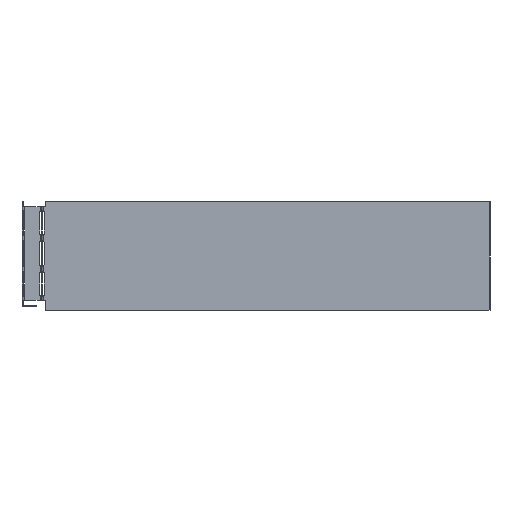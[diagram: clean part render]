
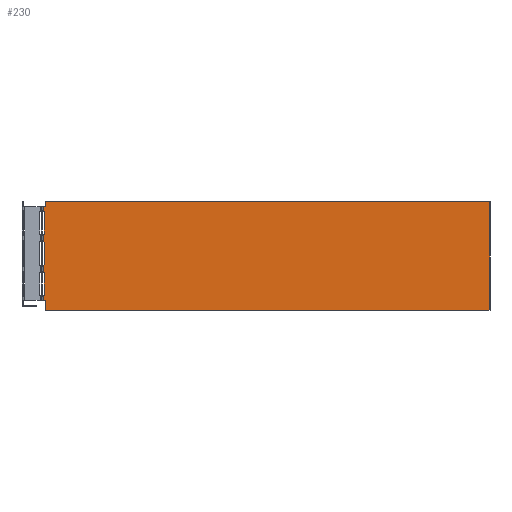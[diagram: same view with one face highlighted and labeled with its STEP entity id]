
A CAD part, front view. The second image highlights one B-rep face of the part: STEP entity #230.
In plain terms, the highlighted planar face has unit normal (0, -1, 0).
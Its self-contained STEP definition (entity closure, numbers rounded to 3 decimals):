
#75=AXIS2_PLACEMENT_3D('Plane Axis2P3D',#72,#73,#74) ;
#79=AXIS2_PLACEMENT_3D('Circle Axis2P3D',#77,#78,$) ;
#95=AXIS2_PLACEMENT_3D('Circle Axis2P3D',#93,#94,$) ;
#109=AXIS2_PLACEMENT_3D('Circle Axis2P3D',#107,#108,$) ;
#123=AXIS2_PLACEMENT_3D('Circle Axis2P3D',#121,#122,$) ;
#128=AXIS2_PLACEMENT_3D('Circle Axis2P3D',#126,#127,$) ;
#198=AXIS2_PLACEMENT_3D('Circle Axis2P3D',#196,#197,$) ;
#37=CARTESIAN_POINT('Line Origine',(17.335,0.,20.75)) ;
#41=CARTESIAN_POINT('Vertex',(17.335,0.,29.5)) ;
#43=CARTESIAN_POINT('Vertex',(17.335,0.,12.)) ;
#72=CARTESIAN_POINT('Axis2P3D Location',(-199.315,0.,-7.)) ;
#77=CARTESIAN_POINT('Axis2P3D Location',(16.085,0.,60.)) ;
#81=CARTESIAN_POINT('Vertex',(17.335,0.,60.)) ;
#83=CARTESIAN_POINT('Vertex',(17.09,0.,59.257)) ;
#86=CARTESIAN_POINT('Line Origine',(17.09,0.,56.75)) ;
#90=CARTESIAN_POINT('Vertex',(17.09,0.,54.243)) ;
#93=CARTESIAN_POINT('Axis2P3D Location',(16.085,0.,53.5)) ;
#97=CARTESIAN_POINT('Vertex',(17.335,0.,53.5)) ;
#100=CARTESIAN_POINT('Line Origine',(17.335,0.,44.75)) ;
#104=CARTESIAN_POINT('Vertex',(17.335,0.,36.)) ;
#107=CARTESIAN_POINT('Axis2P3D Location',(16.085,0.,36.)) ;
#111=CARTESIAN_POINT('Vertex',(17.09,0.,35.257)) ;
#114=CARTESIAN_POINT('Line Origine',(17.09,0.,32.75)) ;
#118=CARTESIAN_POINT('Vertex',(17.09,0.,30.243)) ;
#121=CARTESIAN_POINT('Axis2P3D Location',(16.085,0.,29.5)) ;
#126=CARTESIAN_POINT('Axis2P3D Location',(16.085,0.,12.)) ;
#130=CARTESIAN_POINT('Vertex',(17.09,0.,11.257)) ;
#133=CARTESIAN_POINT('Line Origine',(17.09,0.,9.628)) ;
#137=CARTESIAN_POINT('Vertex',(17.09,0.,8.)) ;
#140=CARTESIAN_POINT('Line Origine',(17.888,0.,8.)) ;
#144=CARTESIAN_POINT('Vertex',(18.685,0.,8.)) ;
#147=CARTESIAN_POINT('Line Origine',(18.685,0.,4.)) ;
#151=CARTESIAN_POINT('Vertex',(18.685,0.,0.)) ;
#154=CARTESIAN_POINT('Line Origine',(193.185,0.,0.)) ;
#158=CARTESIAN_POINT('Vertex',(367.685,0.,0.)) ;
#161=CARTESIAN_POINT('Line Origine',(367.685,0.,42.75)) ;
#165=CARTESIAN_POINT('Vertex',(367.685,0.,85.5)) ;
#168=CARTESIAN_POINT('Line Origine',(193.185,0.,85.5)) ;
#172=CARTESIAN_POINT('Vertex',(18.685,0.,85.5)) ;
#175=CARTESIAN_POINT('Line Origine',(18.685,0.,83.5)) ;
#179=CARTESIAN_POINT('Vertex',(18.685,0.,81.5)) ;
#182=CARTESIAN_POINT('Line Origine',(17.888,0.,81.5)) ;
#186=CARTESIAN_POINT('Vertex',(17.09,0.,81.5)) ;
#189=CARTESIAN_POINT('Line Origine',(17.09,0.,79.872)) ;
#193=CARTESIAN_POINT('Vertex',(17.09,0.,78.243)) ;
#196=CARTESIAN_POINT('Axis2P3D Location',(16.085,0.,77.5)) ;
#200=CARTESIAN_POINT('Vertex',(17.335,0.,77.5)) ;
#203=CARTESIAN_POINT('Line Origine',(17.335,0.,68.75)) ;
#38=DIRECTION('Vector Direction',(0.,0.,-1.)) ;
#73=DIRECTION('Axis2P3D Direction',(0.,1.,0.)) ;
#74=DIRECTION('Axis2P3D XDirection',(-1.,0.,0.)) ;
#78=DIRECTION('Axis2P3D Direction',(0.,1.,0.)) ;
#87=DIRECTION('Vector Direction',(0.,0.,-1.)) ;
#94=DIRECTION('Axis2P3D Direction',(0.,1.,0.)) ;
#101=DIRECTION('Vector Direction',(0.,0.,1.)) ;
#108=DIRECTION('Axis2P3D Direction',(0.,1.,0.)) ;
#115=DIRECTION('Vector Direction',(0.,0.,-1.)) ;
#122=DIRECTION('Axis2P3D Direction',(0.,1.,0.)) ;
#127=DIRECTION('Axis2P3D Direction',(0.,1.,0.)) ;
#134=DIRECTION('Vector Direction',(0.,0.,-1.)) ;
#141=DIRECTION('Vector Direction',(1.,0.,0.)) ;
#148=DIRECTION('Vector Direction',(0.,0.,1.)) ;
#155=DIRECTION('Vector Direction',(1.,0.,0.)) ;
#162=DIRECTION('Vector Direction',(0.,0.,-1.)) ;
#169=DIRECTION('Vector Direction',(-1.,0.,0.)) ;
#176=DIRECTION('Vector Direction',(0.,0.,1.)) ;
#183=DIRECTION('Vector Direction',(-1.,0.,0.)) ;
#190=DIRECTION('Vector Direction',(0.,0.,-1.)) ;
#197=DIRECTION('Axis2P3D Direction',(0.,1.,0.)) ;
#204=DIRECTION('Vector Direction',(0.,0.,-1.)) ;
#39=VECTOR('Line Direction',#38,1.) ;
#88=VECTOR('Line Direction',#87,1.) ;
#102=VECTOR('Line Direction',#101,1.) ;
#116=VECTOR('Line Direction',#115,1.) ;
#135=VECTOR('Line Direction',#134,1.) ;
#142=VECTOR('Line Direction',#141,1.) ;
#149=VECTOR('Line Direction',#148,1.) ;
#156=VECTOR('Line Direction',#155,1.) ;
#163=VECTOR('Line Direction',#162,1.) ;
#170=VECTOR('Line Direction',#169,1.) ;
#177=VECTOR('Line Direction',#176,1.) ;
#184=VECTOR('Line Direction',#183,1.) ;
#191=VECTOR('Line Direction',#190,1.) ;
#205=VECTOR('Line Direction',#204,1.) ;
#209=ORIENTED_EDGE('',*,*,#85,.T.) ;
#210=ORIENTED_EDGE('',*,*,#92,.T.) ;
#211=ORIENTED_EDGE('',*,*,#99,.T.) ;
#212=ORIENTED_EDGE('',*,*,#106,.T.) ;
#213=ORIENTED_EDGE('',*,*,#113,.T.) ;
#214=ORIENTED_EDGE('',*,*,#120,.T.) ;
#215=ORIENTED_EDGE('',*,*,#125,.T.) ;
#216=ORIENTED_EDGE('',*,*,#45,.T.) ;
#217=ORIENTED_EDGE('',*,*,#132,.T.) ;
#218=ORIENTED_EDGE('',*,*,#139,.T.) ;
#219=ORIENTED_EDGE('',*,*,#146,.T.) ;
#220=ORIENTED_EDGE('',*,*,#153,.F.) ;
#221=ORIENTED_EDGE('',*,*,#160,.T.) ;
#222=ORIENTED_EDGE('',*,*,#167,.F.) ;
#223=ORIENTED_EDGE('',*,*,#174,.T.) ;
#224=ORIENTED_EDGE('',*,*,#181,.F.) ;
#225=ORIENTED_EDGE('',*,*,#188,.T.) ;
#226=ORIENTED_EDGE('',*,*,#195,.T.) ;
#227=ORIENTED_EDGE('',*,*,#202,.T.) ;
#228=ORIENTED_EDGE('',*,*,#207,.T.) ;
#230=ADVANCED_FACE('Koerper.2',(#229),#76,.F.) ;
#80=CIRCLE('generated circle',#79,1.25) ;
#96=CIRCLE('generated circle',#95,1.25) ;
#110=CIRCLE('generated circle',#109,1.25) ;
#124=CIRCLE('generated circle',#123,1.25) ;
#129=CIRCLE('generated circle',#128,1.25) ;
#199=CIRCLE('generated circle',#198,1.25) ;
#45=EDGE_CURVE('',#42,#44,#40,.T.) ;
#85=EDGE_CURVE('',#82,#84,#80,.T.) ;
#92=EDGE_CURVE('',#84,#91,#89,.T.) ;
#99=EDGE_CURVE('',#91,#98,#96,.T.) ;
#106=EDGE_CURVE('',#98,#105,#103,.F.) ;
#113=EDGE_CURVE('',#105,#112,#110,.T.) ;
#120=EDGE_CURVE('',#112,#119,#117,.T.) ;
#125=EDGE_CURVE('',#119,#42,#124,.T.) ;
#132=EDGE_CURVE('',#44,#131,#129,.T.) ;
#139=EDGE_CURVE('',#131,#138,#136,.T.) ;
#146=EDGE_CURVE('',#138,#145,#143,.T.) ;
#153=EDGE_CURVE('',#152,#145,#150,.T.) ;
#160=EDGE_CURVE('',#152,#159,#157,.T.) ;
#167=EDGE_CURVE('',#166,#159,#164,.T.) ;
#174=EDGE_CURVE('',#166,#173,#171,.T.) ;
#181=EDGE_CURVE('',#180,#173,#178,.T.) ;
#188=EDGE_CURVE('',#180,#187,#185,.T.) ;
#195=EDGE_CURVE('',#187,#194,#192,.T.) ;
#202=EDGE_CURVE('',#194,#201,#199,.T.) ;
#207=EDGE_CURVE('',#201,#82,#206,.T.) ;
#208=EDGE_LOOP('',(#209,#210,#211,#212,#213,#214,#215,#216,#217,#218,#219,#220,#221,#222,#223,#224,#225,#226,#227,#228)) ;
#229=FACE_OUTER_BOUND('',#208,.T.) ;
#40=LINE('Line',#37,#39) ;
#89=LINE('Line',#86,#88) ;
#103=LINE('Line',#100,#102) ;
#117=LINE('Line',#114,#116) ;
#136=LINE('Line',#133,#135) ;
#143=LINE('Line',#140,#142) ;
#150=LINE('Line',#147,#149) ;
#157=LINE('Line',#154,#156) ;
#164=LINE('Line',#161,#163) ;
#171=LINE('Line',#168,#170) ;
#178=LINE('Line',#175,#177) ;
#185=LINE('Line',#182,#184) ;
#192=LINE('Line',#189,#191) ;
#206=LINE('Line',#203,#205) ;
#76=PLANE('',#75) ;
#42=VERTEX_POINT('',#41) ;
#44=VERTEX_POINT('',#43) ;
#82=VERTEX_POINT('',#81) ;
#84=VERTEX_POINT('',#83) ;
#91=VERTEX_POINT('',#90) ;
#98=VERTEX_POINT('',#97) ;
#105=VERTEX_POINT('',#104) ;
#112=VERTEX_POINT('',#111) ;
#119=VERTEX_POINT('',#118) ;
#131=VERTEX_POINT('',#130) ;
#138=VERTEX_POINT('',#137) ;
#145=VERTEX_POINT('',#144) ;
#152=VERTEX_POINT('',#151) ;
#159=VERTEX_POINT('',#158) ;
#166=VERTEX_POINT('',#165) ;
#173=VERTEX_POINT('',#172) ;
#180=VERTEX_POINT('',#179) ;
#187=VERTEX_POINT('',#186) ;
#194=VERTEX_POINT('',#193) ;
#201=VERTEX_POINT('',#200) ;
